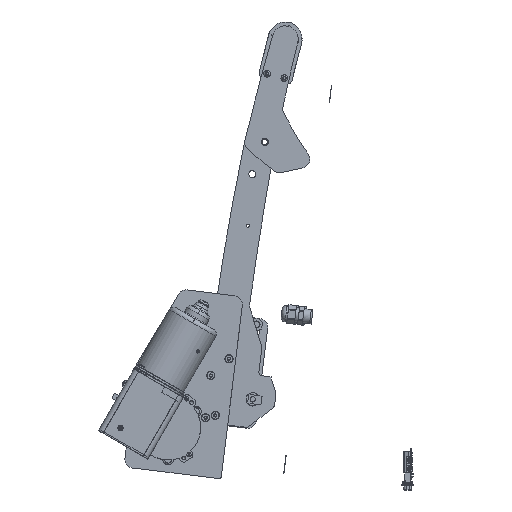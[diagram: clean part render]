
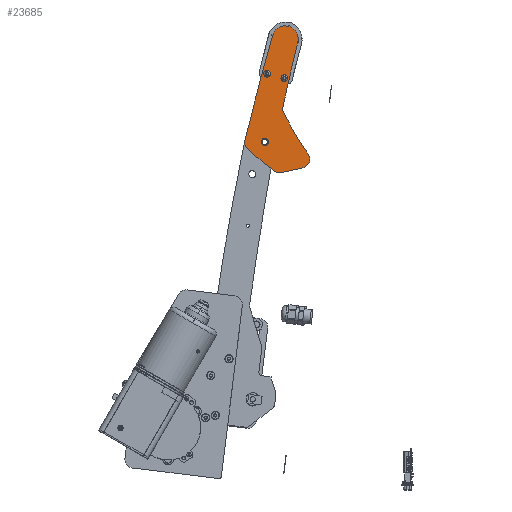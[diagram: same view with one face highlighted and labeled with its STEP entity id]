
A CAD part, left-side view. The second image highlights one B-rep face of the part: STEP entity #23685.
In plain terms, the highlighted face is planar.
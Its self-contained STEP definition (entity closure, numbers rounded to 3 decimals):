
#382 = CARTESIAN_POINT ( 'NONE',  ( -13.071, 0., -20.128 ) ) ;
#820 = DIRECTION ( 'NONE',  ( 0., 1., 0. ) ) ;
#3549 = CARTESIAN_POINT ( 'NONE',  ( -132.834, 0., -29.484 ) ) ;
#3653 = DIRECTION ( 'NONE',  ( 0., -1., 0. ) ) ;
#3791 = AXIS2_PLACEMENT_3D ( 'NONE', #24964, #116352, #124970 ) ;
#4602 = CARTESIAN_POINT ( 'NONE',  ( 244.012, 0., 2946.753 ) ) ;
#4809 = EDGE_CURVE ( 'NONE', #94612, #70151, #41466, .T. ) ;
#5244 = DIRECTION ( 'NONE',  ( 0., 0., 1. ) ) ;
#5699 = CARTESIAN_POINT ( 'NONE',  ( -9.993, 0., -42.475 ) ) ;
#6439 = DIRECTION ( 'NONE',  ( 0., 1., 0. ) ) ;
#6939 = CIRCLE ( 'NONE', #118944, 300. ) ;
#7079 = EDGE_CURVE ( 'NONE', #48829, #73841, #107231, .T. ) ;
#7209 = ORIENTED_EDGE ( 'NONE', *, *, #11640, .F. ) ;
#7531 = CARTESIAN_POINT ( 'NONE',  ( -249.004, 0., 133.138 ) ) ;
#9353 = VERTEX_POINT ( 'NONE', #31442 ) ;
#9452 = VERTEX_POINT ( 'NONE', #54581 ) ;
#9886 = AXIS2_PLACEMENT_3D ( 'NONE', #94659, #113908, #82778 ) ;
#11640 = EDGE_CURVE ( 'NONE', #54558, #9452, #79686, .T. ) ;
#13774 = CIRCLE ( 'NONE', #87729, 7. ) ;
#14348 = CIRCLE ( 'NONE', #67221, 10. ) ;
#19042 = EDGE_CURVE ( 'NONE', #70983, #124410, #30631, .T. ) ;
#19998 = ORIENTED_EDGE ( 'NONE', *, *, #50327, .F. ) ;
#20283 = DIRECTION ( 'NONE',  ( 0., 0., 1. ) ) ;
#21584 = CARTESIAN_POINT ( 'NONE',  ( -3.676, 0., -39.529 ) ) ;
#21610 = ORIENTED_EDGE ( 'NONE', *, *, #67785, .F. ) ;
#23575 = EDGE_CURVE ( 'NONE', #73841, #48829, #96670, .T. ) ;
#23685 = ADVANCED_FACE ( 'NONE', ( #50753, #110339 ), #31496, .F. ) ;
#24964 = CARTESIAN_POINT ( 'NONE',  ( -9.4, 0., -35.5 ) ) ;
#25027 = AXIS2_PLACEMENT_3D ( 'NONE', #4602, #85307, #5244 ) ;
#25932 = ORIENTED_EDGE ( 'NONE', *, *, #114217, .F. ) ;
#26042 = DIRECTION ( 'NONE',  ( 0., 1., 0. ) ) ;
#27334 = DIRECTION ( 'NONE',  ( 0.357, 0., -0.934 ) ) ;
#27383 = CIRCLE ( 'NONE', #118361, 14.6 ) ;
#28646 = ORIENTED_EDGE ( 'NONE', *, *, #106108, .F. ) ;
#29177 = ORIENTED_EDGE ( 'NONE', *, *, #19042, .F. ) ;
#30631 = CIRCLE ( 'NONE', #32812, 10. ) ;
#31192 = VERTEX_POINT ( 'NONE', #5699 ) ;
#31442 = CARTESIAN_POINT ( 'NONE',  ( 18.539, 0., 2.499 ) ) ;
#31496 = PLANE ( 'NONE',  #98753 ) ;
#32812 = AXIS2_PLACEMENT_3D ( 'NONE', #53992, #109545, #96960 ) ;
#36903 = EDGE_LOOP ( 'NONE', ( #71971, #128981 ) ) ;
#36978 = CARTESIAN_POINT ( 'NONE',  ( 12., 0., 0. ) ) ;
#37716 = CARTESIAN_POINT ( 'NONE',  ( -129.793, 0., -0.45 ) ) ;
#40728 = DIRECTION ( 'NONE',  ( 0., 1., 0. ) ) ;
#40982 = ORIENTED_EDGE ( 'NONE', *, *, #4809, .F. ) ;
#41370 = CARTESIAN_POINT ( 'NONE',  ( 9.341, 0., 26.569 ) ) ;
#41466 = CIRCLE ( 'NONE', #119727, 14.6 ) ;
#44410 = AXIS2_PLACEMENT_3D ( 'NONE', #49441, #89774, #69920 ) ;
#44467 = DIRECTION ( 'NONE',  ( 0., 0., 1. ) ) ;
#46209 = CIRCLE ( 'NONE', #25027, 3000. ) ;
#48829 = VERTEX_POINT ( 'NONE', #82156 ) ;
#49441 = CARTESIAN_POINT ( 'NONE',  ( -216.708, 0., 244.67 ) ) ;
#49708 = VERTEX_POINT ( 'NONE', #21584 ) ;
#50327 = EDGE_CURVE ( 'NONE', #70151, #54558, #27383, .T. ) ;
#50753 = FACE_BOUND ( 'NONE', #36903, .T. ) ;
#50806 = EDGE_CURVE ( 'NONE', #76858, #108526, #59131, .T. ) ;
#51391 = CARTESIAN_POINT ( 'NONE',  ( -150., 0., 45. ) ) ;
#53992 = CARTESIAN_POINT ( 'NONE',  ( 0., 0., 23. ) ) ;
#54410 = CARTESIAN_POINT ( 'NONE',  ( 0., 0., 23. ) ) ;
#54558 = VERTEX_POINT ( 'NONE', #37716 ) ;
#54565 = DIRECTION ( 'NONE',  ( 0., 0., 1. ) ) ;
#54581 = CARTESIAN_POINT ( 'NONE',  ( -54.447, 0., -5.986 ) ) ;
#58155 = ORIENTED_EDGE ( 'NONE', *, *, #107961, .F. ) ;
#58801 = DIRECTION ( 'NONE',  ( 0., 0., 1. ) ) ;
#59131 = CIRCLE ( 'NONE', #44410, 300. ) ;
#60803 = CIRCLE ( 'NONE', #3791, 7. ) ;
#60845 = CIRCLE ( 'NONE', #124317, 7. ) ;
#61408 = CARTESIAN_POINT ( 'NONE',  ( -131., 0., -15. ) ) ;
#66638 = CARTESIAN_POINT ( 'NONE',  ( -13.071, 0., -16.128 ) ) ;
#67221 = AXIS2_PLACEMENT_3D ( 'NONE', #54410, #85468, #44467 ) ;
#67785 = EDGE_CURVE ( 'NONE', #31192, #94612, #46209, .T. ) ;
#67951 = CARTESIAN_POINT ( 'NONE',  ( -13.071, 0., -20.128 ) ) ;
#69023 = CARTESIAN_POINT ( 'NONE',  ( 9.341, 0., 26.569 ) ) ;
#69676 = LINE ( 'NONE', #69023, #109618 ) ;
#69920 = DIRECTION ( 'NONE',  ( 0., 0., 1. ) ) ;
#70151 = VERTEX_POINT ( 'NONE', #112097 ) ;
#70320 = CARTESIAN_POINT ( 'NONE',  ( -131., 0., -15. ) ) ;
#70983 = VERTEX_POINT ( 'NONE', #111471 ) ;
#71971 = ORIENTED_EDGE ( 'NONE', *, *, #23575, .T. ) ;
#73354 = VERTEX_POINT ( 'NONE', #105902 ) ;
#73841 = VERTEX_POINT ( 'NONE', #66638 ) ;
#75050 = CARTESIAN_POINT ( 'NONE',  ( -54., 0., 1. ) ) ;
#76858 = VERTEX_POINT ( 'NONE', #81788 ) ;
#77674 = AXIS2_PLACEMENT_3D ( 'NONE', #67951, #6439, #109694 ) ;
#78122 = EDGE_CURVE ( 'NONE', #9353, #73354, #13774, .T. ) ;
#79686 = CIRCLE ( 'NONE', #9886, 4000. ) ;
#80016 = DIRECTION ( 'NONE',  ( 0., 0., 1. ) ) ;
#81118 = DIRECTION ( 'NONE',  ( 0., 0., 1. ) ) ;
#81788 = CARTESIAN_POINT ( 'NONE',  ( -50.113, 0., -4.821 ) ) ;
#82156 = CARTESIAN_POINT ( 'NONE',  ( -13.071, 0., -24.128 ) ) ;
#82778 = DIRECTION ( 'NONE',  ( 0., 0., -1. ) ) ;
#84069 = ORIENTED_EDGE ( 'NONE', *, *, #78122, .F. ) ;
#85307 = DIRECTION ( 'NONE',  ( 0., 1., 0. ) ) ;
#85468 = DIRECTION ( 'NONE',  ( 0., 1., 0. ) ) ;
#86789 = ORIENTED_EDGE ( 'NONE', *, *, #87332, .F. ) ;
#87332 = EDGE_CURVE ( 'NONE', #9452, #76858, #60845, .T. ) ;
#87729 = AXIS2_PLACEMENT_3D ( 'NONE', #36978, #107189, #58801 ) ;
#89774 = DIRECTION ( 'NONE',  ( 0., -1., 0. ) ) ;
#93683 = ORIENTED_EDGE ( 'NONE', *, *, #107640, .F. ) ;
#94612 = VERTEX_POINT ( 'NONE', #3549 ) ;
#94659 = CARTESIAN_POINT ( 'NONE',  ( 200.96, 0., 3985.852 ) ) ;
#96225 = DIRECTION ( 'NONE',  ( 0., 0., 1. ) ) ;
#96670 = CIRCLE ( 'NONE', #77674, 4. ) ;
#96960 = DIRECTION ( 'NONE',  ( 0., 0., 1. ) ) ;
#98753 = AXIS2_PLACEMENT_3D ( 'NONE', #51391, #101045, #20283 ) ;
#99131 = EDGE_LOOP ( 'NONE', ( #99307, #86789, #7209, #19998, #40982, #21610, #93683, #25932, #84069, #58155, #29177, #28646 ) ) ;
#99307 = ORIENTED_EDGE ( 'NONE', *, *, #50806, .F. ) ;
#100610 = CARTESIAN_POINT ( 'NONE',  ( -6.991, 0., 30.151 ) ) ;
#101045 = DIRECTION ( 'NONE',  ( 0., 1., 0. ) ) ;
#105902 = CARTESIAN_POINT ( 'NONE',  ( 18.236, 0., -3.181 ) ) ;
#106108 = EDGE_CURVE ( 'NONE', #108526, #70983, #14348, .T. ) ;
#107189 = DIRECTION ( 'NONE',  ( 0., 1., 0. ) ) ;
#107231 = CIRCLE ( 'NONE', #113596, 4. ) ;
#107640 = EDGE_CURVE ( 'NONE', #49708, #31192, #60803, .T. ) ;
#107961 = EDGE_CURVE ( 'NONE', #124410, #9353, #69676, .T. ) ;
#108526 = VERTEX_POINT ( 'NONE', #100610 ) ;
#109545 = DIRECTION ( 'NONE',  ( 0., 1., 0. ) ) ;
#109618 = VECTOR ( 'NONE', #27334, 1000. ) ;
#109694 = DIRECTION ( 'NONE',  ( 0., 0., 1. ) ) ;
#110339 = FACE_OUTER_BOUND ( 'NONE', #99131, .T. ) ;
#111471 = CARTESIAN_POINT ( 'NONE',  ( 0., 0., 33. ) ) ;
#112097 = CARTESIAN_POINT ( 'NONE',  ( -131., 0., -0.4 ) ) ;
#113596 = AXIS2_PLACEMENT_3D ( 'NONE', #382, #40728, #81118 ) ;
#113908 = DIRECTION ( 'NONE',  ( 0., -1., 0. ) ) ;
#114217 = EDGE_CURVE ( 'NONE', #73354, #49708, #6939, .T. ) ;
#116352 = DIRECTION ( 'NONE',  ( 0., 1., 0. ) ) ;
#118361 = AXIS2_PLACEMENT_3D ( 'NONE', #61408, #122380, #80016 ) ;
#118944 = AXIS2_PLACEMENT_3D ( 'NONE', #7531, #26042, #96225 ) ;
#119727 = AXIS2_PLACEMENT_3D ( 'NONE', #70320, #820, #122614 ) ;
#122380 = DIRECTION ( 'NONE',  ( 0., 1., 0. ) ) ;
#122614 = DIRECTION ( 'NONE',  ( 0., 0., 1. ) ) ;
#124317 = AXIS2_PLACEMENT_3D ( 'NONE', #75050, #3653, #54565 ) ;
#124410 = VERTEX_POINT ( 'NONE', #41370 ) ;
#124970 = DIRECTION ( 'NONE',  ( 0., 0., 1. ) ) ;
#128981 = ORIENTED_EDGE ( 'NONE', *, *, #7079, .T. ) ;
